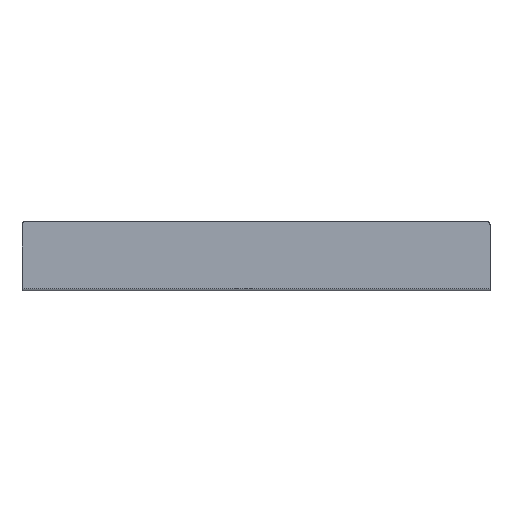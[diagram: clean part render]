
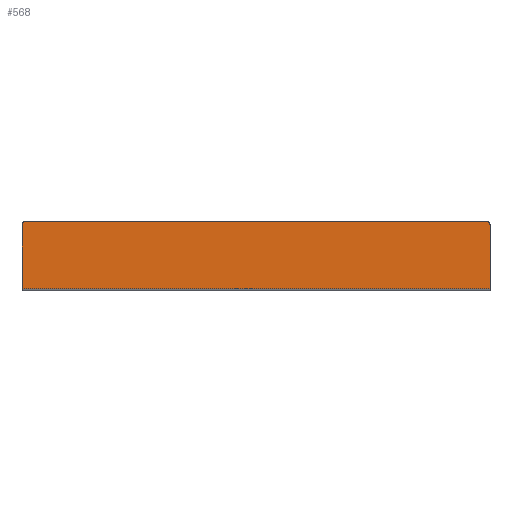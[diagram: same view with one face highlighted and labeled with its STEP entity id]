
A CAD part, top view. The second image highlights one B-rep face of the part: STEP entity #568.
In plain terms, the highlighted planar face has unit normal (0, 0, 1).
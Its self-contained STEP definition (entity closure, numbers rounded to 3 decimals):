
#21 = ORIENTED_EDGE ( 'NONE', *, *, #109, .F. ) ;
#38 = ORIENTED_EDGE ( 'NONE', *, *, #399, .T. ) ;
#39 = CARTESIAN_POINT ( 'NONE',  ( 337., 93.5, 40. ) ) ;
#63 = DIRECTION ( 'NONE',  ( 0., 0., 1. ) ) ;
#97 = CIRCLE ( 'NONE', #149, 5. ) ;
#106 = FACE_OUTER_BOUND ( 'NONE', #207, .T. ) ;
#107 = CARTESIAN_POINT ( 'NONE',  ( 332., 98.5, 40. ) ) ;
#109 = EDGE_CURVE ( 'NONE', #765, #598, #597, .T. ) ;
#116 = CARTESIAN_POINT ( 'NONE',  ( -337., 1.5, 40. ) ) ;
#149 = AXIS2_PLACEMENT_3D ( 'NONE', #629, #550, #566 ) ;
#207 = EDGE_LOOP ( 'NONE', ( #727, #567, #38, #21, #836, #219 ) ) ;
#208 = DIRECTION ( 'NONE',  ( -1., 0., 0. ) ) ;
#219 = ORIENTED_EDGE ( 'NONE', *, *, #774, .T. ) ;
#224 = VECTOR ( 'NONE', #262, 1000. ) ;
#248 = CARTESIAN_POINT ( 'NONE',  ( -337., 1.5, 40. ) ) ;
#260 = VECTOR ( 'NONE', #451, 1000. ) ;
#262 = DIRECTION ( 'NONE',  ( 0., -1., 0. ) ) ;
#287 = CARTESIAN_POINT ( 'NONE',  ( 0., 98.5, 40. ) ) ;
#293 = CARTESIAN_POINT ( 'NONE',  ( -332., 98.5, 40. ) ) ;
#335 = VERTEX_POINT ( 'NONE', #293 ) ;
#373 = EDGE_CURVE ( 'NONE', #483, #335, #842, .T. ) ;
#399 = EDGE_CURVE ( 'NONE', #641, #598, #721, .T. ) ;
#404 = CARTESIAN_POINT ( 'NONE',  ( 337., 1.5, 40. ) ) ;
#422 = VECTOR ( 'NONE', #789, 1000. ) ;
#447 = CARTESIAN_POINT ( 'NONE',  ( -337., 93.5, 40. ) ) ;
#451 = DIRECTION ( 'NONE',  ( 0., 1., 0. ) ) ;
#474 = CARTESIAN_POINT ( 'NONE',  ( 332., 93.5, 40. ) ) ;
#483 = VERTEX_POINT ( 'NONE', #107 ) ;
#489 = AXIS2_PLACEMENT_3D ( 'NONE', #474, #63, #208 ) ;
#504 = AXIS2_PLACEMENT_3D ( 'NONE', #857, #585, #524 ) ;
#524 = DIRECTION ( 'NONE',  ( -1., 0., 0. ) ) ;
#530 = LINE ( 'NONE', #796, #260 ) ;
#550 = DIRECTION ( 'NONE',  ( 0., 0., 1. ) ) ;
#566 = DIRECTION ( 'NONE',  ( -1., 0., 0. ) ) ;
#567 = ORIENTED_EDGE ( 'NONE', *, *, #888, .T. ) ;
#568 = ADVANCED_FACE ( 'NONE', ( #106 ), #802, .F. ) ;
#576 = VERTEX_POINT ( 'NONE', #39 ) ;
#585 = DIRECTION ( 'NONE',  ( 0., 0., -1. ) ) ;
#597 = LINE ( 'NONE', #116, #422 ) ;
#598 = VERTEX_POINT ( 'NONE', #248 ) ;
#602 = EDGE_CURVE ( 'NONE', #765, #576, #530, .T. ) ;
#629 = CARTESIAN_POINT ( 'NONE',  ( -332., 93.5, 40. ) ) ;
#641 = VERTEX_POINT ( 'NONE', #447 ) ;
#721 = LINE ( 'NONE', #797, #224 ) ;
#727 = ORIENTED_EDGE ( 'NONE', *, *, #373, .T. ) ;
#765 = VERTEX_POINT ( 'NONE', #404 ) ;
#769 = DIRECTION ( 'NONE',  ( -1., 0., 0. ) ) ;
#774 = EDGE_CURVE ( 'NONE', #576, #483, #877, .T. ) ;
#789 = DIRECTION ( 'NONE',  ( -1., 0., 0. ) ) ;
#796 = CARTESIAN_POINT ( 'NONE',  ( 337., 0., 40. ) ) ;
#797 = CARTESIAN_POINT ( 'NONE',  ( -337., 0., 40. ) ) ;
#802 = PLANE ( 'NONE',  #504 ) ;
#836 = ORIENTED_EDGE ( 'NONE', *, *, #602, .T. ) ;
#842 = LINE ( 'NONE', #287, #848 ) ;
#848 = VECTOR ( 'NONE', #769, 1000. ) ;
#857 = CARTESIAN_POINT ( 'NONE',  ( 0., 0., 40. ) ) ;
#877 = CIRCLE ( 'NONE', #489, 5. ) ;
#888 = EDGE_CURVE ( 'NONE', #335, #641, #97, .T. ) ;
